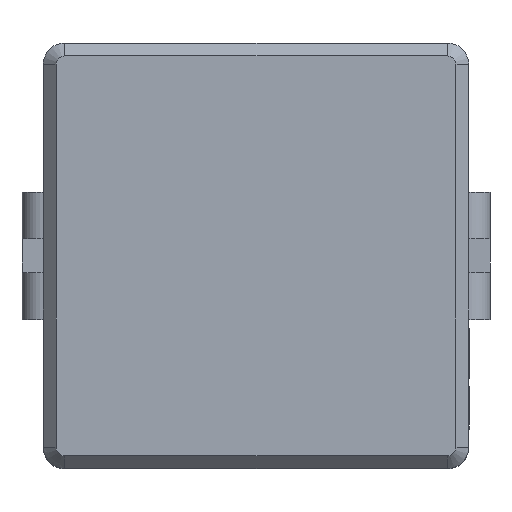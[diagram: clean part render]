
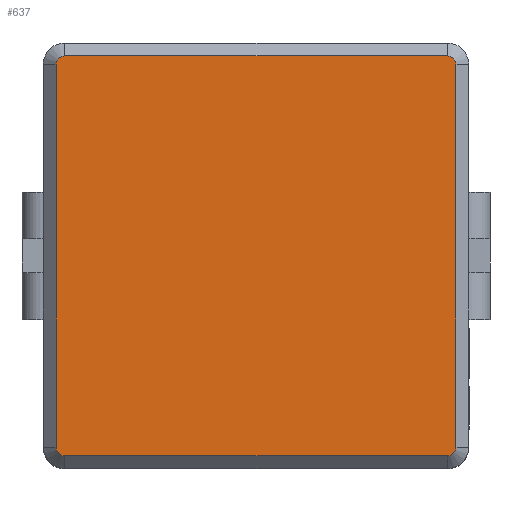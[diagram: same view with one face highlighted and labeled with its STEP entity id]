
A CAD part, top view. The second image highlights one B-rep face of the part: STEP entity #637.
In plain terms, the highlighted planar face has unit normal (0, 0, 1).
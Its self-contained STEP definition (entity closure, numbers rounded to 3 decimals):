
#637 = ADVANCED_FACE ( 'NONE', ( #3313 ), #12951, .F. ) ;
#682 = CARTESIAN_POINT ( 'NONE',  ( 4.7, 4.5, 3.7 ) ) ;
#800 = DIRECTION ( 'NONE',  ( 0., 0., 1. ) ) ;
#1230 = AXIS2_PLACEMENT_3D ( 'NONE', #12493, #14838, #14989 ) ;
#1337 = DIRECTION ( 'NONE',  ( 0., 0., -1. ) ) ;
#1517 = EDGE_CURVE ( 'NONE', #9109, #6659, #3968, .T. ) ;
#1639 = LINE ( 'NONE', #9954, #8370 ) ;
#1718 = DIRECTION ( 'NONE',  ( 1., 0., 0. ) ) ;
#1968 = AXIS2_PLACEMENT_3D ( 'NONE', #13106, #8354, #2283 ) ;
#1985 = CIRCLE ( 'NONE', #8026, 0.2 ) ;
#2272 = LINE ( 'NONE', #9627, #8787 ) ;
#2283 = DIRECTION ( 'NONE',  ( -1., 0., 0. ) ) ;
#2462 = VERTEX_POINT ( 'NONE', #4481 ) ;
#2555 = LINE ( 'NONE', #4400, #12090 ) ;
#2921 = EDGE_CURVE ( 'NONE', #8893, #2462, #4127, .T. ) ;
#3313 = FACE_OUTER_BOUND ( 'NONE', #6901, .T. ) ;
#3886 = AXIS2_PLACEMENT_3D ( 'NONE', #8948, #800, #12895 ) ;
#3968 = CIRCLE ( 'NONE', #1968, 0.2 ) ;
#4127 = CIRCLE ( 'NONE', #3886, 0.2 ) ;
#4257 = VERTEX_POINT ( 'NONE', #9723 ) ;
#4385 = EDGE_CURVE ( 'NONE', #6668, #7455, #1985, .T. ) ;
#4400 = CARTESIAN_POINT ( 'NONE',  ( 0., 4.7, 3.7 ) ) ;
#4481 = CARTESIAN_POINT ( 'NONE',  ( 4.7, -4.5, 3.7 ) ) ;
#4483 = EDGE_CURVE ( 'NONE', #2462, #5901, #2272, .T. ) ;
#4718 = CARTESIAN_POINT ( 'NONE',  ( 0., 0., 3.7 ) ) ;
#4822 = EDGE_CURVE ( 'NONE', #4257, #6668, #2555, .T. ) ;
#5161 = ORIENTED_EDGE ( 'NONE', *, *, #10878, .T. ) ;
#5276 = CARTESIAN_POINT ( 'NONE',  ( -4.7, 4.5, 3.7 ) ) ;
#5311 = ORIENTED_EDGE ( 'NONE', *, *, #4385, .T. ) ;
#5439 = ORIENTED_EDGE ( 'NONE', *, *, #9912, .T. ) ;
#5472 = ORIENTED_EDGE ( 'NONE', *, *, #4822, .T. ) ;
#5901 = VERTEX_POINT ( 'NONE', #682 ) ;
#6625 = LINE ( 'NONE', #14008, #12094 ) ;
#6659 = VERTEX_POINT ( 'NONE', #8507 ) ;
#6668 = VERTEX_POINT ( 'NONE', #8587 ) ;
#6761 = DIRECTION ( 'NONE',  ( -1., 0., 0. ) ) ;
#6901 = EDGE_LOOP ( 'NONE', ( #11123, #13735, #5472, #5311, #5161, #13120, #5439, #15267 ) ) ;
#7455 = VERTEX_POINT ( 'NONE', #5276 ) ;
#8026 = AXIS2_PLACEMENT_3D ( 'NONE', #8981, #10207, #6761 ) ;
#8354 = DIRECTION ( 'NONE',  ( 0., 0., 1. ) ) ;
#8370 = VECTOR ( 'NONE', #1718, 1000. ) ;
#8507 = CARTESIAN_POINT ( 'NONE',  ( -4.5, -4.7, 3.7 ) ) ;
#8512 = CARTESIAN_POINT ( 'NONE',  ( 4.5, -4.7, 3.7 ) ) ;
#8587 = CARTESIAN_POINT ( 'NONE',  ( -4.5, 4.7, 3.7 ) ) ;
#8787 = VECTOR ( 'NONE', #14310, 1000. ) ;
#8893 = VERTEX_POINT ( 'NONE', #8512 ) ;
#8948 = CARTESIAN_POINT ( 'NONE',  ( 4.5, -4.5, 3.7 ) ) ;
#8981 = CARTESIAN_POINT ( 'NONE',  ( -4.5, 4.5, 3.7 ) ) ;
#9109 = VERTEX_POINT ( 'NONE', #10279 ) ;
#9627 = CARTESIAN_POINT ( 'NONE',  ( 4.7, 0., 3.7 ) ) ;
#9723 = CARTESIAN_POINT ( 'NONE',  ( 4.5, 4.7, 3.7 ) ) ;
#9912 = EDGE_CURVE ( 'NONE', #6659, #8893, #1639, .T. ) ;
#9954 = CARTESIAN_POINT ( 'NONE',  ( 0., -4.7, 3.7 ) ) ;
#10062 = DIRECTION ( 'NONE',  ( 0., -1., 0. ) ) ;
#10207 = DIRECTION ( 'NONE',  ( 0., 0., 1. ) ) ;
#10279 = CARTESIAN_POINT ( 'NONE',  ( -4.7, -4.5, 3.7 ) ) ;
#10329 = CIRCLE ( 'NONE', #1230, 0.2 ) ;
#10442 = AXIS2_PLACEMENT_3D ( 'NONE', #4718, #1337, #13344 ) ;
#10878 = EDGE_CURVE ( 'NONE', #7455, #9109, #6625, .T. ) ;
#11123 = ORIENTED_EDGE ( 'NONE', *, *, #4483, .T. ) ;
#12090 = VECTOR ( 'NONE', #13710, 1000. ) ;
#12094 = VECTOR ( 'NONE', #10062, 1000. ) ;
#12493 = CARTESIAN_POINT ( 'NONE',  ( 4.5, 4.5, 3.7 ) ) ;
#12895 = DIRECTION ( 'NONE',  ( -1., 0., 0. ) ) ;
#12951 = PLANE ( 'NONE',  #10442 ) ;
#13106 = CARTESIAN_POINT ( 'NONE',  ( -4.5, -4.5, 3.7 ) ) ;
#13120 = ORIENTED_EDGE ( 'NONE', *, *, #1517, .T. ) ;
#13344 = DIRECTION ( 'NONE',  ( -1., 0., 0. ) ) ;
#13570 = EDGE_CURVE ( 'NONE', #5901, #4257, #10329, .T. ) ;
#13710 = DIRECTION ( 'NONE',  ( -1., 0., 0. ) ) ;
#13735 = ORIENTED_EDGE ( 'NONE', *, *, #13570, .T. ) ;
#14008 = CARTESIAN_POINT ( 'NONE',  ( -4.7, 0., 3.7 ) ) ;
#14310 = DIRECTION ( 'NONE',  ( 0., 1., 0. ) ) ;
#14838 = DIRECTION ( 'NONE',  ( 0., 0., 1. ) ) ;
#14989 = DIRECTION ( 'NONE',  ( -1., 0., 0. ) ) ;
#15267 = ORIENTED_EDGE ( 'NONE', *, *, #2921, .T. ) ;
